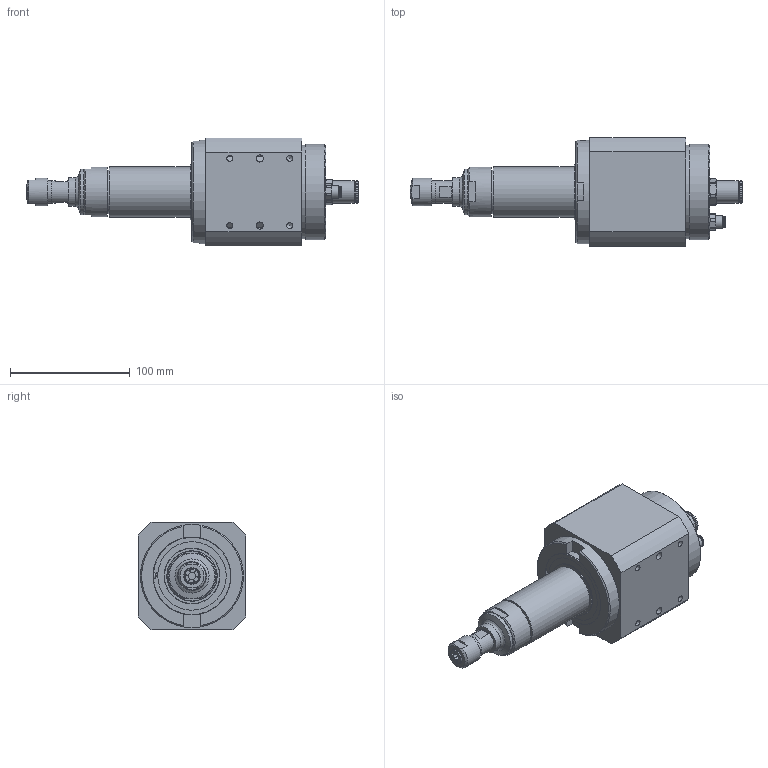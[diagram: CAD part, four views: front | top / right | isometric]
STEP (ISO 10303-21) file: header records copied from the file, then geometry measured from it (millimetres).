
FILE_DESCRIPTION((''),'2;1');
FILE_NAME('ESR 30 AX25_60001355.stp','2008-07-02T07:59:04',('rmorof'),(''),'Autodesk Inventor 2008','Autodesk Inventor 2008','');
FILE_SCHEMA(('AUTOMOTIVE_DESIGN { 1 0 10303 214 1 1 1 1 }'));
Length unit declared in the file: millimetre
Products named in the file (1): ESR 30 AX25_60001355
Bounding box: 276.77 x 90 x 90 mm (x, y, z)
Volume: 938089.1 mm3; surface area: 77783.4 mm2
Topology: 1 solids, 2 shells, 326 faces, 842 edges, 543 vertices
Faces by surface type: plane 150, cylinder 78, cone 72, bspline 20, torus 6
Full cylindrical faces by diameter (mm): 5 x1, 6 x2, 7.2 x1, 8.565 x1, 9.9 x1, 10.6 x1, 12 x1, 13.2 x1, 18.5 x2, 18.98 x1, 19 x2, 19.5 x1, 23 x1, 24 x1, 25 x1, 30 x1, 36.326 x1, 38 x1, 41.5 x1, 42 x1, 46 x1, 46.5 x1, 78.178 x1, 80 x1, 86 x1
Entity records: 10407 total; most frequent: CARTESIAN_POINT 2727, DIRECTION 1503, ORIENTED_EDGE 1498, EDGE_CURVE 749, AXIS2_PLACEMENT_3D 618, VERTEX_POINT 510, EDGE_LOOP 425, FACE_OUTER_BOUND 326
